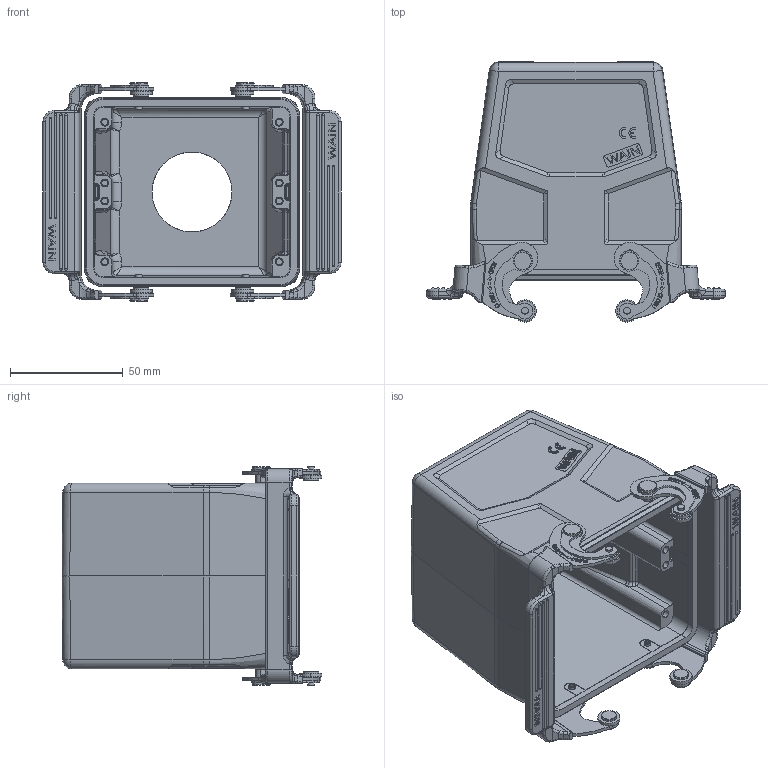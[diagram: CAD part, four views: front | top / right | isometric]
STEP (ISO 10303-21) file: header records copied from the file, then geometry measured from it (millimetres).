
FILE_DESCRIPTION((''),'2;1');
FILE_NAME('3D_1111327411005_W32B-CCT-2L_SC','2024-01-18T',('p.yu'),(''),'PRO/ENGINEER BY PARAMETRIC TECHNOLOGY CORPORATION, 2012480','PRO/ENGINEER BY PARAMETRIC TECHNOLOGY CORPORATION, 2012480','');
FILE_SCHEMA(('CONFIG_CONTROL_DESIGN'));
Products named in the file (1): 3D_1111327411005_W32B-CCT-2L_SC
Bounding box: 132.45 x 115.45 x 97 mm (x, y, z)
Volume: 190440.9 mm3; surface area: 92479.7 mm2
Topology: 1 solids, 1 shells, 1864 faces, 4974 edges, 3216 vertices
Faces by surface type: plane 836, cylinder 432, extrusion 298, bspline 132, torus 76, cone 52, sphere 38
Entity records: 66917 total; most frequent: CARTESIAN_POINT 22311, ORIENTED_EDGE 9840, DIRECTION 8086, EDGE_CURVE 4920, VERTEX_POINT 3216, VECTOR 2990, LINE 2692, AXIS2_PLACEMENT_3D 2548
